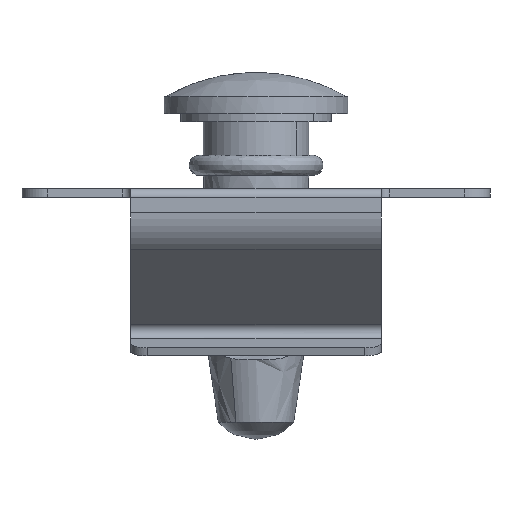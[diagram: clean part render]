
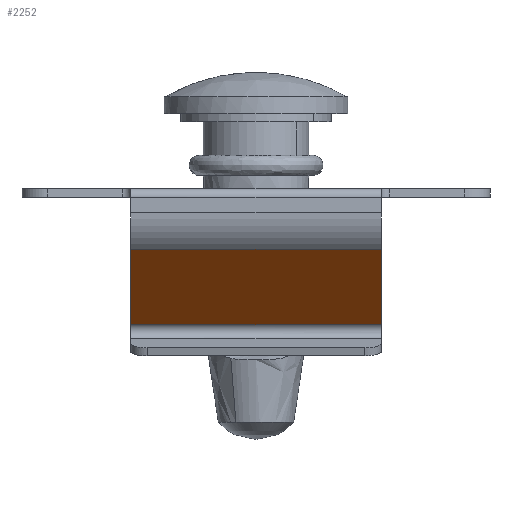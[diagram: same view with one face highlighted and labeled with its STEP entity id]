
A CAD part, left-side view. The second image highlights one B-rep face of the part: STEP entity #2252.
In plain terms, the highlighted free-form (B-spline) face has degree [1, 1] with [2, 2] control points.
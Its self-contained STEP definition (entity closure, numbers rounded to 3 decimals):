
#1556=CARTESIAN_POINT('',(-7.5,8.133,-1.66));
#1557=VERTEX_POINT('',#1556);
#1572=CARTESIAN_POINT('',(-7.5,3.608,-6.54));
#1573=VERTEX_POINT('',#1572);
#1574=CARTESIAN_POINT('',(-7.5,8.133,-1.66));
#1575=CARTESIAN_POINT('',(-7.5,3.608,-6.54));
#1576=QUASI_UNIFORM_CURVE('',1,(#1574,#1575),.UNSPECIFIED.,.F.,.U.);
#1577=EDGE_CURVE('',#1557,#1573,#1576,.T.);
#1983=CARTESIAN_POINT('',(7.5,3.608,-6.54));
#1984=VERTEX_POINT('',#1983);
#1995=CARTESIAN_POINT('',(7.5,8.133,-1.66));
#1996=VERTEX_POINT('',#1995);
#1997=CARTESIAN_POINT('',(7.5,3.608,-6.54));
#1998=CARTESIAN_POINT('',(7.5,8.133,-1.66));
#1999=QUASI_UNIFORM_CURVE('',1,(#1997,#1998),.UNSPECIFIED.,.F.,.U.);
#2000=EDGE_CURVE('',#1984,#1996,#1999,.T.);
#2115=CARTESIAN_POINT('',(-7.5,8.133,-1.66));
#2116=CARTESIAN_POINT('',(7.5,8.133,-1.66));
#2117=QUASI_UNIFORM_CURVE('',1,(#2115,#2116),.UNSPECIFIED.,.F.,.U.);
#2118=EDGE_CURVE('',#1557,#1996,#2117,.T.);
#2232=CARTESIAN_POINT('',(-7.5,3.608,-6.54));
#2233=CARTESIAN_POINT('',(7.5,3.608,-6.54));
#2234=QUASI_UNIFORM_CURVE('',1,(#2232,#2233),.UNSPECIFIED.,.F.,.U.);
#2235=EDGE_CURVE('',#1573,#1984,#2234,.T.);
#2241=CARTESIAN_POINT('',(-8.249,8.359,-1.416));
#2242=CARTESIAN_POINT('',(-8.249,3.382,-6.784));
#2243=CARTESIAN_POINT('',(8.249,8.359,-1.416));
#2244=CARTESIAN_POINT('',(8.249,3.382,-6.784));
#2245=B_SPLINE_SURFACE_WITH_KNOTS('',1,1,((#2241,#2243),(#2242,#2244)),.UNSPECIFIED.,.F.,.F.,.U.,(2,2),(2,2),(0.0,7.32),(0.0,16.499),.UNSPECIFIED.);
#2246=ORIENTED_EDGE('',*,*,#2118,.T.);
#2247=ORIENTED_EDGE('',*,*,#2000,.F.);
#2248=ORIENTED_EDGE('',*,*,#2235,.F.);
#2249=ORIENTED_EDGE('',*,*,#1577,.F.);
#2250=EDGE_LOOP('',(#2246,#2247,#2248,#2249));
#2251=FACE_OUTER_BOUND('',#2250,.T.);
#2252=ADVANCED_FACE('',(#2251),#2245,.F.);
